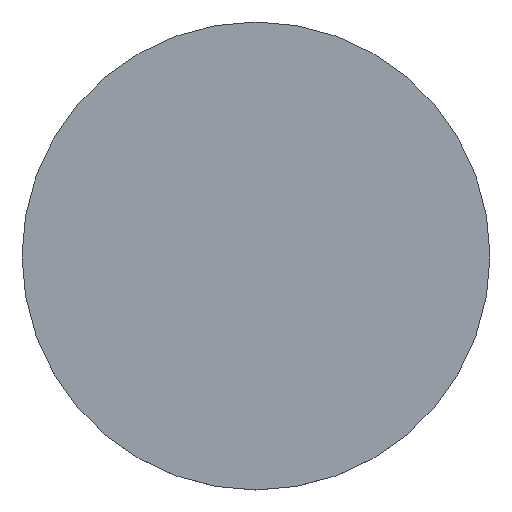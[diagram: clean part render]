
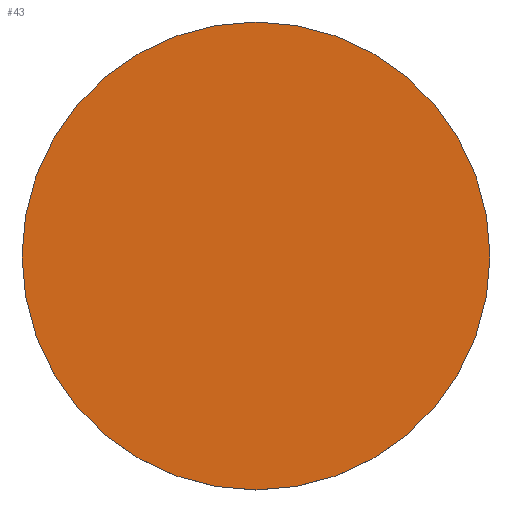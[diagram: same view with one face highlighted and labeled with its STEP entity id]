
A CAD part, top view. The second image highlights one B-rep face of the part: STEP entity #43.
In plain terms, the highlighted planar face has unit normal (0, 0, 1).
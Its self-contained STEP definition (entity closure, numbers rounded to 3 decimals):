
#3 = DIRECTION ( 'NONE',  ( 1., 0., 0. ) ) ;
#4 = DIRECTION ( 'NONE',  ( 1., 0., 0. ) ) ;
#25 = CIRCLE ( 'NONE', #141, 38.1 ) ;
#36 = DIRECTION ( 'NONE',  ( 1., 0., 0. ) ) ;
#39 = CIRCLE ( 'NONE', #67, 38.1 ) ;
#43 = ADVANCED_FACE ( 'NONE', ( #164 ), #81, .T. ) ;
#52 = VERTEX_POINT ( 'NONE', #159 ) ;
#56 = ORIENTED_EDGE ( 'NONE', *, *, #85, .T. ) ;
#58 = DIRECTION ( 'NONE',  ( 0., 0., 1. ) ) ;
#59 = DIRECTION ( 'NONE',  ( 0., 0., 1. ) ) ;
#67 = AXIS2_PLACEMENT_3D ( 'NONE', #118, #150, #36 ) ;
#81 = PLANE ( 'NONE',  #174 ) ;
#85 = EDGE_CURVE ( 'NONE', #52, #136, #25, .T. ) ;
#118 = CARTESIAN_POINT ( 'NONE',  ( 0., 0., 3. ) ) ;
#119 = CARTESIAN_POINT ( 'NONE',  ( -38.1, 0., 3. ) ) ;
#133 = CARTESIAN_POINT ( 'NONE',  ( 0., 0., 3. ) ) ;
#136 = VERTEX_POINT ( 'NONE', #119 ) ;
#141 = AXIS2_PLACEMENT_3D ( 'NONE', #133, #58, #3 ) ;
#150 = DIRECTION ( 'NONE',  ( 0., 0., 1. ) ) ;
#154 = EDGE_LOOP ( 'NONE', ( #155, #56 ) ) ;
#155 = ORIENTED_EDGE ( 'NONE', *, *, #173, .T. ) ;
#159 = CARTESIAN_POINT ( 'NONE',  ( 38.1, 0., 3. ) ) ;
#162 = CARTESIAN_POINT ( 'NONE',  ( 0., 0., 3. ) ) ;
#164 = FACE_OUTER_BOUND ( 'NONE', #154, .T. ) ;
#173 = EDGE_CURVE ( 'NONE', #136, #52, #39, .T. ) ;
#174 = AXIS2_PLACEMENT_3D ( 'NONE', #162, #59, #4 ) ;
